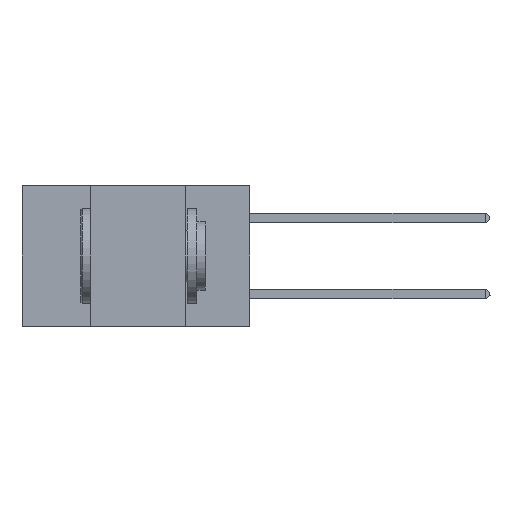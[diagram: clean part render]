
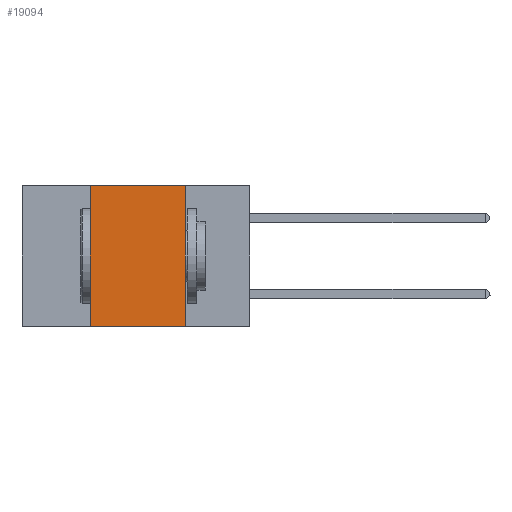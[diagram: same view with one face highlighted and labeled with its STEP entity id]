
A CAD part, left-side view. The second image highlights one B-rep face of the part: STEP entity #19094.
In plain terms, the highlighted planar face has unit normal (-1, 0, 0).
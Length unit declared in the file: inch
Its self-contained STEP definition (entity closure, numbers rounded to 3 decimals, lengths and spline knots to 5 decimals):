
#388 = CARTESIAN_POINT ( 'NONE',  ( 0., 0.6, 0. ) ) ;
#1698 = ORIENTED_EDGE ( 'NONE', *, *, #22806, .T. ) ;
#2099 = ORIENTED_EDGE ( 'NONE', *, *, #5861, .F. ) ;
#2789 = PLANE ( 'NONE',  #19463 ) ;
#3348 = FACE_OUTER_BOUND ( 'NONE', #10482, .T. ) ;
#5239 = CARTESIAN_POINT ( 'NONE',  ( 0., 0.42, -0.37 ) ) ;
#5678 = DIRECTION ( 'NONE',  ( 0., -1., 0. ) ) ;
#5861 = EDGE_CURVE ( 'NONE', #17066, #17923, #28307, .T. ) ;
#6684 = VERTEX_POINT ( 'NONE', #14385 ) ;
#6916 = LINE ( 'NONE', #24861, #24571 ) ;
#7547 = VECTOR ( 'NONE', #5678, 39.37008 ) ;
#7917 = ORIENTED_EDGE ( 'NONE', *, *, #8479, .F. ) ;
#8476 = LINE ( 'NONE', #21899, #27703 ) ;
#8479 = EDGE_CURVE ( 'NONE', #21137, #17066, #29043, .T. ) ;
#9745 = DIRECTION ( 'NONE',  ( 1., 0., 0. ) ) ;
#10482 = EDGE_LOOP ( 'NONE', ( #28452, #2099, #7917, #1698 ) ) ;
#11024 = EDGE_CURVE ( 'NONE', #17923, #6684, #6916, .T. ) ;
#12082 = VECTOR ( 'NONE', #29193, 39.37008 ) ;
#12234 = DIRECTION ( 'NONE',  ( 0., 0., -1. ) ) ;
#14385 = CARTESIAN_POINT ( 'NONE',  ( 0., 0.17, -0.37 ) ) ;
#17066 = VERTEX_POINT ( 'NONE', #19052 ) ;
#17923 = VERTEX_POINT ( 'NONE', #23593 ) ;
#19052 = CARTESIAN_POINT ( 'NONE',  ( 0., 0.42, 0. ) ) ;
#19094 = ADVANCED_FACE ( 'NONE', ( #3348 ), #2789, .F. ) ;
#19315 = DIRECTION ( 'NONE',  ( 0., -1., 0. ) ) ;
#19463 = AXIS2_PLACEMENT_3D ( 'NONE', #388, #9745, #12234 ) ;
#21137 = VERTEX_POINT ( 'NONE', #5239 ) ;
#21899 = CARTESIAN_POINT ( 'NONE',  ( 0., 0.6, -0.37 ) ) ;
#22806 = EDGE_CURVE ( 'NONE', #21137, #6684, #8476, .T. ) ;
#23593 = CARTESIAN_POINT ( 'NONE',  ( 0., 0.17, 0. ) ) ;
#23695 = CARTESIAN_POINT ( 'NONE',  ( 0., 0.42, 0. ) ) ;
#24571 = VECTOR ( 'NONE', #28481, 39.37008 ) ;
#24861 = CARTESIAN_POINT ( 'NONE',  ( 0., 0.17, 0. ) ) ;
#27703 = VECTOR ( 'NONE', #19315, 39.37008 ) ;
#27791 = CARTESIAN_POINT ( 'NONE',  ( 0., 0.6, 0. ) ) ;
#28307 = LINE ( 'NONE', #27791, #7547 ) ;
#28452 = ORIENTED_EDGE ( 'NONE', *, *, #11024, .F. ) ;
#28481 = DIRECTION ( 'NONE',  ( 0., 0., -1. ) ) ;
#29043 = LINE ( 'NONE', #23695, #12082 ) ;
#29193 = DIRECTION ( 'NONE',  ( 0., 0., 1. ) ) ;
